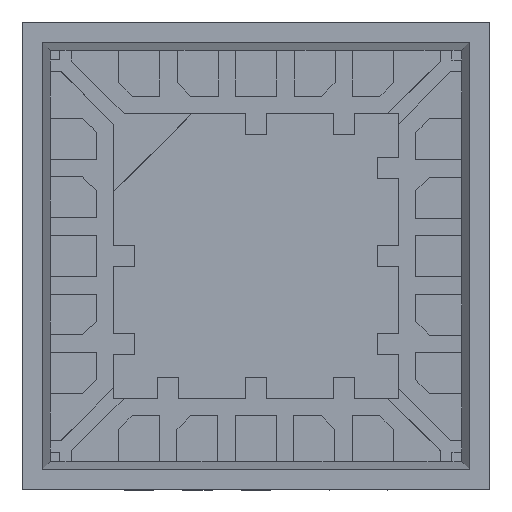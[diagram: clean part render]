
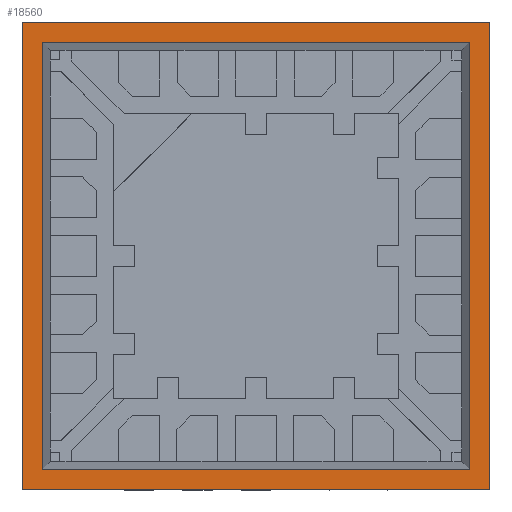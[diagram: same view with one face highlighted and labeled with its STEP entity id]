
A CAD part, top view. The second image highlights one B-rep face of the part: STEP entity #18560.
In plain terms, the highlighted planar face has unit normal (0, 0, 1).
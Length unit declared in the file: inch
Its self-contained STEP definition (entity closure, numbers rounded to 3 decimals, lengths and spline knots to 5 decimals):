
#442 = EDGE_CURVE ( 'NONE', #3223, #3267, #25670, .T. ) ;
#443 = EDGE_CURVE ( 'NONE', #3267, #3233, #25678, .T. ) ;
#444 = EDGE_CURVE ( 'NONE', #3233, #3215, #25680, .T. ) ;
#445 = EDGE_CURVE ( 'NONE', #3215, #3223, #25682, .T. ) ;
#2615 = CARTESIAN_POINT ( 'NONE',  ( 0., 0.15748, 0.03287 ) ) ;
#2616 = DIRECTION ( 'NONE',  ( -1., 0., 0. ) ) ;
#3165 = VERTEX_POINT ( 'NONE', #7790 ) ;
#3197 = VERTEX_POINT ( 'NONE', #7850 ) ;
#3215 = VERTEX_POINT ( 'NONE', #7883 ) ;
#3223 = VERTEX_POINT ( 'NONE', #7898 ) ;
#3233 = VERTEX_POINT ( 'NONE', #7917 ) ;
#3267 = VERTEX_POINT ( 'NONE', #7980 ) ;
#3334 = VERTEX_POINT ( 'NONE', #8104 ) ;
#3709 = VERTEX_POINT ( 'NONE', #8348 ) ;
#5613 = CARTESIAN_POINT ( 'NONE',  ( 0., 0., 0.03287 ) ) ;
#5614 = DIRECTION ( 'NONE',  ( 0., -1., 0. ) ) ;
#5721 = CARTESIAN_POINT ( 'NONE',  ( 0., 0., 0.03287 ) ) ;
#5723 = DIRECTION ( 'NONE',  ( 1., 0., 0. ) ) ;
#5911 = DIRECTION ( 'NONE',  ( 0., 0., -1. ) ) ;
#5914 = CARTESIAN_POINT ( 'NONE',  ( 0., 0.15748, 0.03287 ) ) ;
#5915 = PLANE ( 'NONE',  #22684 ) ;
#5917 = DIRECTION ( 'NONE',  ( -1., 0., 0. ) ) ;
#7635 = CARTESIAN_POINT ( 'NONE',  ( 0.15748, 0., 0.03287 ) ) ;
#7639 = DIRECTION ( 'NONE',  ( 0., 1., 0. ) ) ;
#7790 = CARTESIAN_POINT ( 'NONE',  ( 0., 0., 0.03287 ) ) ;
#7850 = CARTESIAN_POINT ( 'NONE',  ( 0., 0.15748, 0.03287 ) ) ;
#7883 = CARTESIAN_POINT ( 'NONE',  ( 0.00686, 0.00686, 0.03287 ) ) ;
#7898 = CARTESIAN_POINT ( 'NONE',  ( 0.15062, 0.00686, 0.03287 ) ) ;
#7917 = CARTESIAN_POINT ( 'NONE',  ( 0.00686, 0.15062, 0.03287 ) ) ;
#7980 = CARTESIAN_POINT ( 'NONE',  ( 0.15062, 0.15062, 0.03287 ) ) ;
#8104 = CARTESIAN_POINT ( 'NONE',  ( 0.15748, 0., 0.03287 ) ) ;
#8348 = CARTESIAN_POINT ( 'NONE',  ( 0.15748, 0.15748, 0.03287 ) ) ;
#12164 = EDGE_LOOP ( 'NONE', ( #14614, #14612, #14610, #14608 ) ) ;
#12165 = EDGE_LOOP ( 'NONE', ( #14606, #14604, #14602, #14600 ) ) ;
#13189 = VECTOR ( 'NONE', #7639, 39.37008 ) ;
#13192 = LINE ( 'NONE', #7635, #13189 ) ;
#14600 = ORIENTED_EDGE ( 'NONE', *, *, #18863, .T. ) ;
#14602 = ORIENTED_EDGE ( 'NONE', *, *, #17997, .T. ) ;
#14604 = ORIENTED_EDGE ( 'NONE', *, *, #18490, .T. ) ;
#14606 = ORIENTED_EDGE ( 'NONE', *, *, #18408, .T. ) ;
#14608 = ORIENTED_EDGE ( 'NONE', *, *, #442, .F. ) ;
#14610 = ORIENTED_EDGE ( 'NONE', *, *, #443, .F. ) ;
#14612 = ORIENTED_EDGE ( 'NONE', *, *, #444, .F. ) ;
#14614 = ORIENTED_EDGE ( 'NONE', *, *, #445, .F. ) ;
#15372 = FACE_BOUND ( 'NONE', #12164, .T. ) ;
#15374 = FACE_OUTER_BOUND ( 'NONE', #12165, .T. ) ;
#15457 = LINE ( 'NONE', #2615, #15467 ) ;
#15467 = VECTOR ( 'NONE', #2616, 39.37008 ) ;
#17561 = CARTESIAN_POINT ( 'NONE',  ( 0.15062, 0.15062, 0.03287 ) ) ;
#17564 = CARTESIAN_POINT ( 'NONE',  ( 0.00686, 0.15062, 0.03287 ) ) ;
#17571 = CARTESIAN_POINT ( 'NONE',  ( 0.00686, 0.15062, 0.03287 ) ) ;
#17573 = DIRECTION ( 'NONE',  ( 0., 1., 0. ) ) ;
#17574 = CARTESIAN_POINT ( 'NONE',  ( 0.00686, 0.00686, 0.03287 ) ) ;
#17575 = DIRECTION ( 'NONE',  ( -1., 0., 0. ) ) ;
#17577 = DIRECTION ( 'NONE',  ( 0., -1., 0. ) ) ;
#17579 = DIRECTION ( 'NONE',  ( 1., 0., 0. ) ) ;
#17997 = EDGE_CURVE ( 'NONE', #3334, #3709, #13192, .T. ) ;
#18408 = EDGE_CURVE ( 'NONE', #3197, #3165, #22104, .T. ) ;
#18490 = EDGE_CURVE ( 'NONE', #3165, #3334, #22355, .T. ) ;
#18560 = ADVANCED_FACE ( 'NONE', ( #15372, #15374 ), #5915, .F. ) ;
#18863 = EDGE_CURVE ( 'NONE', #3709, #3197, #15457, .T. ) ;
#22101 = VECTOR ( 'NONE', #5614, 39.37008 ) ;
#22104 = LINE ( 'NONE', #5613, #22101 ) ;
#22349 = VECTOR ( 'NONE', #5723, 39.37008 ) ;
#22355 = LINE ( 'NONE', #5721, #22349 ) ;
#22684 = AXIS2_PLACEMENT_3D ( 'NONE', #5914, #5911, #5917 ) ;
#25670 = LINE ( 'NONE', #17561, #25681 ) ;
#25678 = LINE ( 'NONE', #17564, #25683 ) ;
#25680 = LINE ( 'NONE', #17571, #25685 ) ;
#25681 = VECTOR ( 'NONE', #17573, 39.37008 ) ;
#25682 = LINE ( 'NONE', #17574, #25687 ) ;
#25683 = VECTOR ( 'NONE', #17575, 39.37008 ) ;
#25685 = VECTOR ( 'NONE', #17577, 39.37008 ) ;
#25687 = VECTOR ( 'NONE', #17579, 39.37008 ) ;
